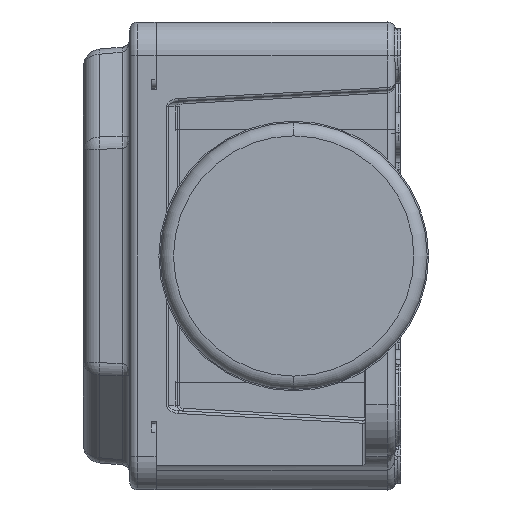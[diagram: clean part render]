
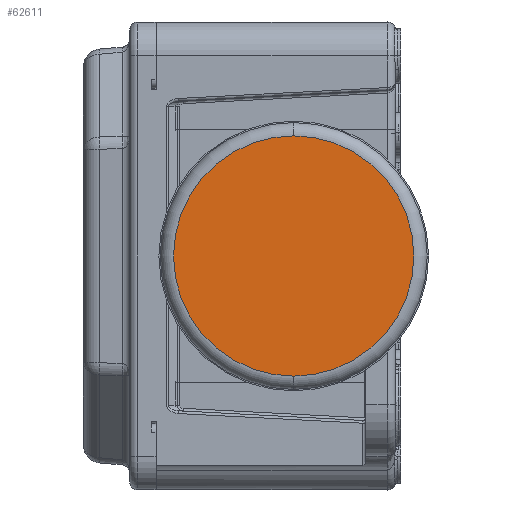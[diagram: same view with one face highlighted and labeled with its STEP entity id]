
A CAD part, left-side view. The second image highlights one B-rep face of the part: STEP entity #62611.
In plain terms, the highlighted planar face has unit normal (-1, 0, 0).
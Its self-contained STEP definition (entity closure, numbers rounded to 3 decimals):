
#28752=CARTESIAN_POINT('',(-530.452,19.05,0.));
#28753=DIRECTION('',(-1.,0.,0.));
#28754=DIRECTION('',(0.,0.,-1.));
#28755=AXIS2_PLACEMENT_3D('',#28752,#28753,#28754);
#28757=CARTESIAN_POINT('',(-530.452,19.05,0.));
#28758=DIRECTION('',(-1.,0.,0.));
#28759=DIRECTION('',(0.,0.,1.));
#28760=AXIS2_PLACEMENT_3D('',#28757,#28758,#28759);
#45044=CARTESIAN_POINT('',(-530.452,19.05,-22.5));
#45045=CARTESIAN_POINT('',(-530.452,19.05,22.5));
#45046=VERTEX_POINT('',#45044);
#45047=VERTEX_POINT('',#45045);
#62601=CARTESIAN_POINT('',(-530.452,19.05,0.));
#62602=DIRECTION('',(1.,0.,0.));
#62603=DIRECTION('',(0.,0.,1.));
#62604=AXIS2_PLACEMENT_3D('',#62601,#62602,#62603);
#62605=PLANE('',#62604);
#62606=ORIENTED_EDGE('',*,*,#62591,.F.);
#62608=ORIENTED_EDGE('',*,*,#62607,.F.);
#62609=EDGE_LOOP('',(#62606,#62608));
#62610=FACE_OUTER_BOUND('',#62609,.F.);
#62611=ADVANCED_FACE('',(#62610),#62605,.F.);
#28756=CIRCLE('',#28755,22.5);
#28761=CIRCLE('',#28760,22.5);
#62591=EDGE_CURVE('',#45046,#45047,#28756,.T.);
#62607=EDGE_CURVE('',#45047,#45046,#28761,.T.);
